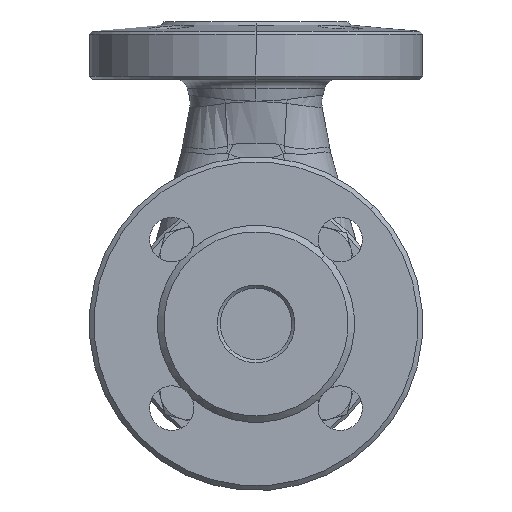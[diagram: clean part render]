
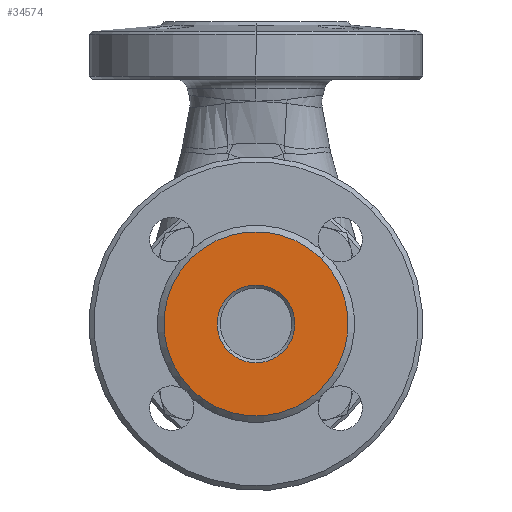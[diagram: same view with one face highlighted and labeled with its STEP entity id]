
A CAD part, front view. The second image highlights one B-rep face of the part: STEP entity #34574.
In plain terms, the highlighted planar face has unit normal (0, -1, 0).
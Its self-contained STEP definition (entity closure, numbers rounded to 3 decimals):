
#2294 = DIRECTION ( 'NONE',  ( 0., 1., 0. ) ) ;
#4581 = ORIENTED_EDGE ( 'NONE', *, *, #30055, .T. ) ;
#5800 = AXIS2_PLACEMENT_3D ( 'NONE', #9502, #54239, #15889 ) ;
#6114 = AXIS2_PLACEMENT_3D ( 'NONE', #60483, #22129, #66865 ) ;
#6943 = FACE_OUTER_BOUND ( 'NONE', #44305, .T. ) ;
#7429 = EDGE_CURVE ( 'NONE', #12516, #35103, #38651, .T. ) ;
#9502 = CARTESIAN_POINT ( 'NONE',  ( 0., -63., 0. ) ) ;
#9536 = AXIS2_PLACEMENT_3D ( 'NONE', #44557, #76714, #38393 ) ;
#12516 = VERTEX_POINT ( 'NONE', #49299 ) ;
#14258 = CIRCLE ( 'NONE', #39911, 12.25 ) ;
#15889 = DIRECTION ( 'NONE',  ( -0.707, 0., -0.707 ) ) ;
#21270 = CARTESIAN_POINT ( 'NONE',  ( 0., -63., 0. ) ) ;
#21875 = FACE_BOUND ( 'NONE', #83011, .T. ) ;
#22129 = DIRECTION ( 'NONE',  ( 0., 1., 0. ) ) ;
#27705 = DIRECTION ( 'NONE',  ( -0.707, 0., -0.707 ) ) ;
#29188 = VERTEX_POINT ( 'NONE', #63436 ) ;
#30055 = EDGE_CURVE ( 'NONE', #29188, #47381, #14258, .T. ) ;
#31969 = PLANE ( 'NONE',  #9536 ) ;
#32989 = CARTESIAN_POINT ( 'NONE',  ( 20.506, -63., 20.506 ) ) ;
#33367 = ORIENTED_EDGE ( 'NONE', *, *, #79994, .F. ) ;
#34574 = ADVANCED_FACE ( 'NONE', ( #6943, #21875 ), #31969, .T. ) ;
#35103 = VERTEX_POINT ( 'NONE', #32989 ) ;
#35528 = CIRCLE ( 'NONE', #6114, 12.25 ) ;
#38393 = DIRECTION ( 'NONE',  ( 0.707, 0., 0.707 ) ) ;
#38651 = CIRCLE ( 'NONE', #72168, 29. ) ;
#39911 = AXIS2_PLACEMENT_3D ( 'NONE', #21270, #66001, #27705 ) ;
#40598 = CARTESIAN_POINT ( 'NONE',  ( 0., -63., 0. ) ) ;
#44305 = EDGE_LOOP ( 'NONE', ( #62584, #33367 ) ) ;
#44557 = CARTESIAN_POINT ( 'NONE',  ( -12.374, -63., 12.374 ) ) ;
#47021 = DIRECTION ( 'NONE',  ( -0.707, 0., -0.707 ) ) ;
#47381 = VERTEX_POINT ( 'NONE', #71267 ) ;
#49299 = CARTESIAN_POINT ( 'NONE',  ( -20.506, -63., -20.506 ) ) ;
#53038 = CIRCLE ( 'NONE', #5800, 29. ) ;
#54239 = DIRECTION ( 'NONE',  ( 0., 1., 0. ) ) ;
#58868 = EDGE_CURVE ( 'NONE', #47381, #29188, #35528, .T. ) ;
#60483 = CARTESIAN_POINT ( 'NONE',  ( 0., -63., 0. ) ) ;
#62584 = ORIENTED_EDGE ( 'NONE', *, *, #7429, .F. ) ;
#63436 = CARTESIAN_POINT ( 'NONE',  ( 8.662, -63., 8.662 ) ) ;
#66001 = DIRECTION ( 'NONE',  ( 0., 1., 0. ) ) ;
#66865 = DIRECTION ( 'NONE',  ( -0.707, 0., -0.707 ) ) ;
#71267 = CARTESIAN_POINT ( 'NONE',  ( -8.662, -63., -8.662 ) ) ;
#72168 = AXIS2_PLACEMENT_3D ( 'NONE', #40598, #2294, #47021 ) ;
#76393 = ORIENTED_EDGE ( 'NONE', *, *, #58868, .T. ) ;
#76714 = DIRECTION ( 'NONE',  ( 0., -1., 0. ) ) ;
#79994 = EDGE_CURVE ( 'NONE', #35103, #12516, #53038, .T. ) ;
#83011 = EDGE_LOOP ( 'NONE', ( #4581, #76393 ) ) ;
